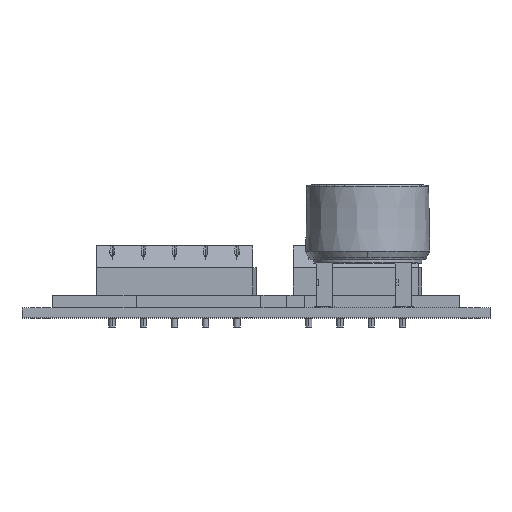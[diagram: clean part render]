
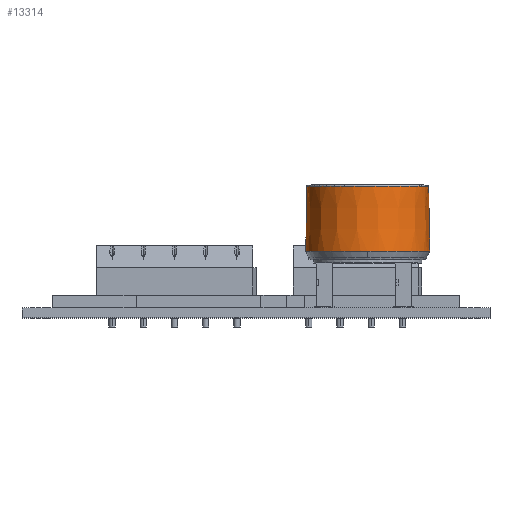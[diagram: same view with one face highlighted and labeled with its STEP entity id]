
A CAD part, top view. The second image highlights one B-rep face of the part: STEP entity #13314.
In plain terms, the highlighted conical face has half-angle 1 degrees and reference radius 9.753 mm.
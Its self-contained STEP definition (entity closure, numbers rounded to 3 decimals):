
#678 = VECTOR ( 'NONE', #2652, 1000. ) ;
#984 = CONICAL_SURFACE ( 'NONE', #20884, 9.753, 0.017 ) ;
#988 = DIRECTION ( 'NONE',  ( -0.547, 0., 0.837 ) ) ;
#1122 = CARTESIAN_POINT ( 'NONE',  ( 16.432, 10.697, 25.514 ) ) ;
#1762 = CARTESIAN_POINT ( 'NONE',  ( 18.051, 10.698, 25.614 ) ) ;
#2108 = CARTESIAN_POINT ( 'NONE',  ( 26.591, 10.7, 20.684 ) ) ;
#2162 = CARTESIAN_POINT ( 'NONE',  ( 8.761, 10.698, 19.675 ) ) ;
#2252 = VERTEX_POINT ( 'NONE', #11062 ) ;
#2337 = CARTESIAN_POINT ( 'NONE',  ( 8.062, 10.699, 17.014 ) ) ;
#2509 = CARTESIAN_POINT ( 'NONE',  ( 7.975, 10.699, 15.713 ) ) ;
#2652 = DIRECTION ( 'NONE',  ( -0.017, -1., 0. ) ) ;
#3137 = B_SPLINE_CURVE_WITH_KNOTS ( 'NONE', 3,
 ( #15250, #6791, #28080, #2108, #12682, #28244, #23229, #4362, #14906, #25480, #14737, #25311, #28594, #9730, #1762, #22710, #22889, #4881, #33441, #20281, #30854 ),
 .UNSPECIFIED., .F., .F.,
 ( 4, 2, 2, 2, 2, 2, 1, 1, 1, 1, 1, 2, 4 ),
 ( 0.25, 0.312, 0.375, 0.438, 0.469, 0.484, 0.492, 0.496, 0.498, 0.499, 0.5, 0.5, 0.5 ),
 .UNSPECIFIED. ) ;
#3430 = EDGE_CURVE ( 'NONE', #9627, #2252, #5727, .T. ) ;
#3739 = CARTESIAN_POINT ( 'NONE',  ( 17.702, 10.698, 25.615 ) ) ;
#3917 = CARTESIAN_POINT ( 'NONE',  ( 27.663, 21.103, 15.68 ) ) ;
#4362 = CARTESIAN_POINT ( 'NONE',  ( 21.111, 10.698, 25.108 ) ) ;
#4593 = CARTESIAN_POINT ( 'NONE',  ( 7.985, 10.699, 16.154 ) ) ;
#4789 = VERTEX_POINT ( 'NONE', #13707 ) ;
#4881 = CARTESIAN_POINT ( 'NONE',  ( 17.929, 10.698, 25.615 ) ) ;
#4935 = CARTESIAN_POINT ( 'NONE',  ( 8.029, 10.699, 16.753 ) ) ;
#5247 = LINE ( 'NONE', #15800, #678 ) ;
#5727 = CIRCLE ( 'NONE', #26746, 9.753 ) ;
#6131 = VERTEX_POINT ( 'NONE', #10999 ) ;
#6209 = VERTEX_POINT ( 'NONE', #17015 ) ;
#6791 = CARTESIAN_POINT ( 'NONE',  ( 27.846, 10.7, 16.981 ) ) ;
#7184 = CARTESIAN_POINT ( 'NONE',  ( 7.977, 10.699, 15.918 ) ) ;
#7877 = CARTESIAN_POINT ( 'NONE',  ( 7.975, 10.699, 15.68 ) ) ;
#8661 = EDGE_CURVE ( 'NONE', #6131, #6209, #17067, .T. ) ;
#9627 = VERTEX_POINT ( 'NONE', #32538 ) ;
#9730 = CARTESIAN_POINT ( 'NONE',  ( 18.194, 10.698, 25.612 ) ) ;
#9818 = AXIS2_PLACEMENT_3D ( 'NONE', #24712, #16394, #988 ) ;
#10999 = CARTESIAN_POINT ( 'NONE',  ( 27.663, 21.103, 15.68 ) ) ;
#11062 = CARTESIAN_POINT ( 'NONE',  ( 8.157, 21.103, 15.68 ) ) ;
#11156 = EDGE_CURVE ( 'NONE', #6131, #9627, #18122, .T. ) ;
#11538 = CARTESIAN_POINT ( 'NONE',  ( 17.91, 10.699, 25.615 ) ) ;
#11703 = CARTESIAN_POINT ( 'NONE',  ( 15.59, 10.697, 25.35 ) ) ;
#12387 = EDGE_LOOP ( 'NONE', ( #26625, #28124, #33381, #12920, #28987, #17074 ) ) ;
#12600 = DIRECTION ( 'NONE',  ( 1., 0., 0. ) ) ;
#12682 = CARTESIAN_POINT ( 'NONE',  ( 25.855, 10.699, 21.786 ) ) ;
#12685 = CARTESIAN_POINT ( 'NONE',  ( 17.91, 21.103, 15.68 ) ) ;
#12920 = ORIENTED_EDGE ( 'NONE', *, *, #14797, .F. ) ;
#13314 = ADVANCED_FACE ( 'NONE', ( #33874 ), #984, .T. ) ;
#13707 = CARTESIAN_POINT ( 'NONE',  ( 17.91, 10.699, 25.615 ) ) ;
#14737 = CARTESIAN_POINT ( 'NONE',  ( 19.207, 10.698, 25.536 ) ) ;
#14797 = EDGE_CURVE ( 'NONE', #4789, #29091, #21419, .T. ) ;
#14906 = CARTESIAN_POINT ( 'NONE',  ( 20.485, 10.698, 25.298 ) ) ;
#15135 = CARTESIAN_POINT ( 'NONE',  ( 7.975, 10.699, 15.739 ) ) ;
#15250 = CARTESIAN_POINT ( 'NONE',  ( 27.845, 10.7, 15.68 ) ) ;
#15663 = CARTESIAN_POINT ( 'NONE',  ( 14.101, 10.698, 24.872 ) ) ;
#15800 = CARTESIAN_POINT ( 'NONE',  ( 8.157, 21.103, 15.68 ) ) ;
#16394 = DIRECTION ( 'NONE',  ( 0., -1., 0. ) ) ;
#17015 = CARTESIAN_POINT ( 'NONE',  ( 27.845, 10.7, 15.68 ) ) ;
#17067 = LINE ( 'NONE', #3917, #30268 ) ;
#17074 = ORIENTED_EDGE ( 'NONE', *, *, #8661, .F. ) ;
#17241 = DIRECTION ( 'NONE',  ( 0.017, -1., 0. ) ) ;
#17779 = DIRECTION ( 'NONE',  ( 0., -1., 0. ) ) ;
#18122 = CIRCLE ( 'NONE', #9818, 9.753 ) ;
#20281 = CARTESIAN_POINT ( 'NONE',  ( 17.912, 10.698, 25.615 ) ) ;
#20512 = CARTESIAN_POINT ( 'NONE',  ( 9.184, 10.698, 20.51 ) ) ;
#20884 = AXIS2_PLACEMENT_3D ( 'NONE', #23676, #17779, #12600 ) ;
#21419 = B_SPLINE_CURVE_WITH_KNOTS ( 'NONE', 3,
 ( #11538, #3739, #30057, #24855, #1122, #11703, #22261, #15663, #33497, #26232, #25880, #23119, #23289, #20512, #2162, #33841, #26053, #2337, #4935, #23639, #4593, #7184, #31595, #15135, #2509, #34186, #28478, #7877 ),
 .UNSPECIFIED., .F., .F.,
 ( 4, 2, 2, 2, 2, 2, 2, 2, 2, 2, 1, 1, 1, 1, 2, 4 ),
 ( 0.5, 0.531, 0.563, 0.594, 0.625, 0.656, 0.688, 0.719, 0.734, 0.742, 0.746, 0.748, 0.749, 0.75, 0.75, 0.75 ),
 .UNSPECIFIED. ) ;
#22261 = CARTESIAN_POINT ( 'NONE',  ( 15.119, 10.697, 25.23 ) ) ;
#22710 = CARTESIAN_POINT ( 'NONE',  ( 17.98, 10.698, 25.615 ) ) ;
#22889 = CARTESIAN_POINT ( 'NONE',  ( 17.945, 10.698, 25.615 ) ) ;
#23119 = CARTESIAN_POINT ( 'NONE',  ( 10.709, 10.698, 22.566 ) ) ;
#23229 = CARTESIAN_POINT ( 'NONE',  ( 22.913, 10.699, 24.362 ) ) ;
#23289 = CARTESIAN_POINT ( 'NONE',  ( 10.158, 10.698, 21.955 ) ) ;
#23411 = DIRECTION ( 'NONE',  ( -0.547, 0., 0.837 ) ) ;
#23639 = CARTESIAN_POINT ( 'NONE',  ( 7.997, 10.699, 16.355 ) ) ;
#23676 = CARTESIAN_POINT ( 'NONE',  ( 17.91, 21.103, 15.68 ) ) ;
#24712 = CARTESIAN_POINT ( 'NONE',  ( 17.91, 21.103, 15.68 ) ) ;
#24855 = CARTESIAN_POINT ( 'NONE',  ( 16.804, 10.697, 25.558 ) ) ;
#25311 = CARTESIAN_POINT ( 'NONE',  ( 18.721, 10.698, 25.583 ) ) ;
#25480 = CARTESIAN_POINT ( 'NONE',  ( 19.529, 10.698, 25.488 ) ) ;
#25880 = CARTESIAN_POINT ( 'NONE',  ( 11.841, 10.698, 23.583 ) ) ;
#26053 = CARTESIAN_POINT ( 'NONE',  ( 8.186, 10.699, 17.782 ) ) ;
#26232 = CARTESIAN_POINT ( 'NONE',  ( 12.424, 10.698, 23.988 ) ) ;
#26625 = ORIENTED_EDGE ( 'NONE', *, *, #11156, .T. ) ;
#26746 = AXIS2_PLACEMENT_3D ( 'NONE', #12685, #28770, #23411 ) ;
#27187 = EDGE_CURVE ( 'NONE', #6209, #4789, #3137, .T. ) ;
#28080 = CARTESIAN_POINT ( 'NONE',  ( 27.587, 10.7, 18.281 ) ) ;
#28124 = ORIENTED_EDGE ( 'NONE', *, *, #3430, .T. ) ;
#28244 = CARTESIAN_POINT ( 'NONE',  ( 24.015, 10.699, 23.626 ) ) ;
#28404 = CARTESIAN_POINT ( 'NONE',  ( 7.975, 10.699, 15.68 ) ) ;
#28478 = CARTESIAN_POINT ( 'NONE',  ( 7.975, 10.699, 15.686 ) ) ;
#28594 = CARTESIAN_POINT ( 'NONE',  ( 18.478, 10.698, 25.601 ) ) ;
#28770 = DIRECTION ( 'NONE',  ( 0., -1., 0. ) ) ;
#28987 = ORIENTED_EDGE ( 'NONE', *, *, #27187, .F. ) ;
#29091 = VERTEX_POINT ( 'NONE', #28404 ) ;
#29952 = EDGE_CURVE ( 'NONE', #2252, #29091, #5247, .T. ) ;
#30057 = CARTESIAN_POINT ( 'NONE',  ( 17.439, 10.698, 25.609 ) ) ;
#30268 = VECTOR ( 'NONE', #17241, 1000. ) ;
#30854 = CARTESIAN_POINT ( 'NONE',  ( 17.91, 10.699, 25.615 ) ) ;
#31595 = CARTESIAN_POINT ( 'NONE',  ( 7.976, 10.699, 15.799 ) ) ;
#32538 = CARTESIAN_POINT ( 'NONE',  ( 12.575, 21.103, 23.845 ) ) ;
#33381 = ORIENTED_EDGE ( 'NONE', *, *, #29952, .T. ) ;
#33441 = CARTESIAN_POINT ( 'NONE',  ( 17.919, 10.698, 25.615 ) ) ;
#33497 = CARTESIAN_POINT ( 'NONE',  ( 13.553, 10.698, 24.632 ) ) ;
#33841 = CARTESIAN_POINT ( 'NONE',  ( 8.307, 10.699, 18.274 ) ) ;
#33874 = FACE_OUTER_BOUND ( 'NONE', #12387, .T. ) ;
#34186 = CARTESIAN_POINT ( 'NONE',  ( 7.975, 10.699, 15.696 ) ) ;
